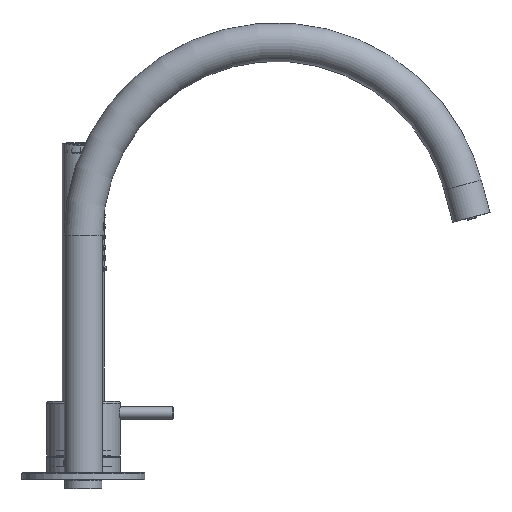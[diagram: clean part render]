
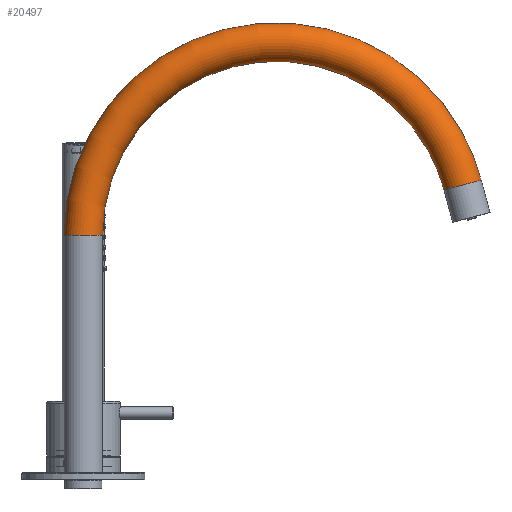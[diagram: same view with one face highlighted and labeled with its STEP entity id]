
A CAD part, front view. The second image highlights one B-rep face of the part: STEP entity #20497.
In plain terms, the highlighted toroidal (fillet/blend) face has major radius 110 mm and minor radius 11 mm.
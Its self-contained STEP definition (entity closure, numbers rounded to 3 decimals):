
#3068=TOROIDAL_SURFACE('',#21791,110.,11.);
#3626=ORIENTED_EDGE('',*,*,#8620,.F.);
#3627=ORIENTED_EDGE('',*,*,#8621,.T.);
#8620=EDGE_CURVE('',#11151,#11151,#12955,.T.);
#8621=EDGE_CURVE('',#11152,#11152,#12956,.T.);
#11151=VERTEX_POINT('',#28085);
#11152=VERTEX_POINT('',#28088);
#12955=CIRCLE('',#21790,11.);
#12956=CIRCLE('',#21792,11.);
#13847=EDGE_LOOP('',(#3626));
#13848=EDGE_LOOP('',(#3627));
#15579=FACE_BOUND('',#13847,.T.);
#15580=FACE_BOUND('',#13848,.T.);
#20497=ADVANCED_FACE('',(#15579,#15580),#3068,.T.);
#21790=AXIS2_PLACEMENT_3D('',#28084,#23717,#23718);
#21791=AXIS2_PLACEMENT_3D('',#28086,#23719,#23720);
#21792=AXIS2_PLACEMENT_3D('',#28087,#23721,#23722);
#23717=DIRECTION('',(0.259,-0.966,0.));
#23718=DIRECTION('',(0.,0.,1.));
#23719=DIRECTION('',(0.,0.,-1.));
#23720=DIRECTION('',(-1.,0.,0.));
#23721=DIRECTION('',(0.,1.,0.));
#23722=DIRECTION('',(0.,0.,1.));
#28084=CARTESIAN_POINT('',(216.252,164.87,0.));
#28085=CARTESIAN_POINT('',(216.252,164.87,11.));
#28086=CARTESIAN_POINT('',(110.,136.4,0.));
#28087=CARTESIAN_POINT('',(0.,136.4,0.));
#28088=CARTESIAN_POINT('',(0.,136.4,11.));
